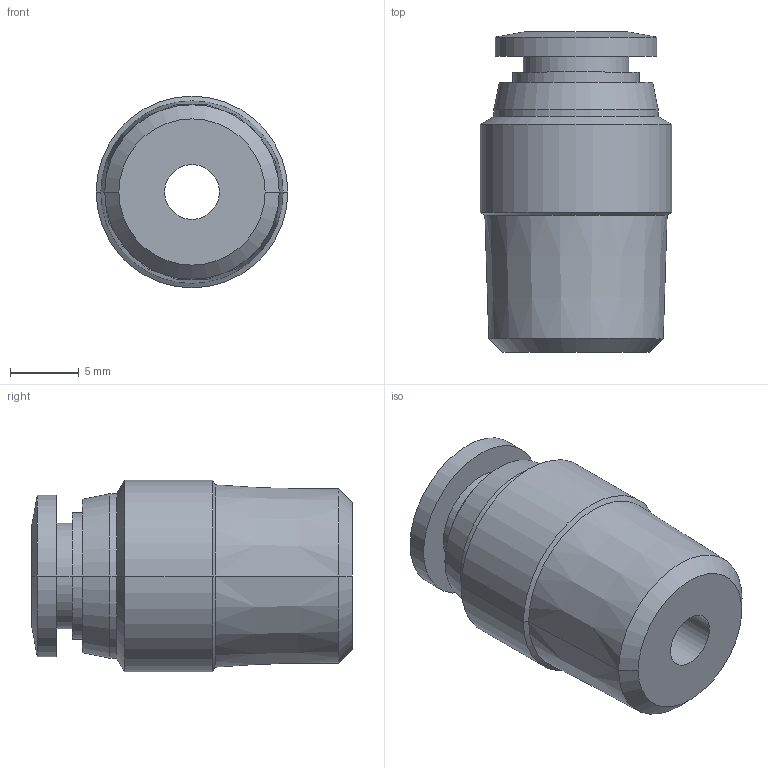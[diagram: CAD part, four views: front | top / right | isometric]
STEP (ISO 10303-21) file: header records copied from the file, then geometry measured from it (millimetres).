
FILE_DESCRIPTION (( 'STEP AP214' ), '1' );
FILE_NAME ('MSR6M-14R.step', '2016-02-24T20:45:19', ( '' ), ( '' ), 'SwSTEP 2.0', 'SolidWorks 2015', '' );
FILE_SCHEMA (( 'AUTOMOTIVE_DESIGN' ));
Length unit declared in the file: inch
Products named in the file (1): MSR6M-14R
Bounding box: 14 x 23.4 x 14 mm (x, y, z)
Volume: 2355 mm3; surface area: 1662.1 mm2
Topology: 1 solids, 1 shells, 34 faces, 70 edges, 42 vertices
Faces by surface type: cylinder 14, cone 12, plane 6, bspline 2
Entity records: 1412 total; most frequent: CARTESIAN_POINT 183, DIRECTION 176, ORIENTED_EDGE 140, AXIS2_PLACEMENT_3D 75, EDGE_CURVE 70, VERTEX_POINT 42, CIRCLE 42, EDGE_LOOP 40
